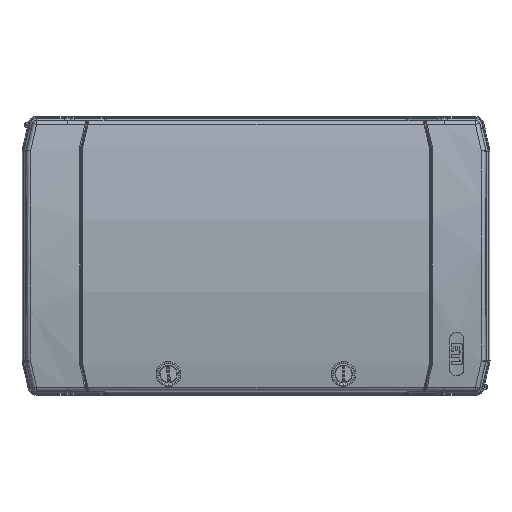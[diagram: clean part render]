
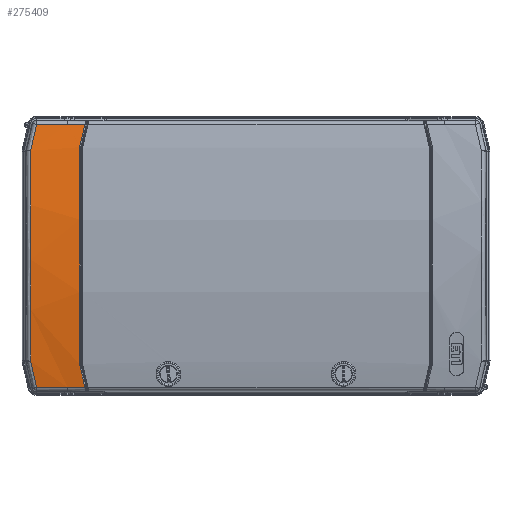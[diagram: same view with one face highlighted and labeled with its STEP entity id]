
A CAD part, top view. The second image highlights one B-rep face of the part: STEP entity #275409.
In plain terms, the highlighted cylindrical face has radius 808.333 mm (diameter 1616.67 mm), a partial arc.
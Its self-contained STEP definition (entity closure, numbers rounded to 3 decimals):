
#250214=CARTESIAN_POINT('',(-120.094,131.029,
-257.314));
#250247=CARTESIAN_POINT('',(120.094,131.029,
-257.314));
#250315=CARTESIAN_POINT('',(150.379,125.889,
-215.073));
#250320=DIRECTION('',(0.,0.,-1.));
#250321=VECTOR('',#250320,35.431);
#250322=CARTESIAN_POINT('',(150.379,125.889,
-215.073));
#250323=LINE('',#250322,#250321);
#250349=CARTESIAN_POINT('',(-149.859,125.987,
-195.417));
#250350=CARTESIAN_POINT('',(-150.032,125.954,
-201.969));
#250351=CARTESIAN_POINT('',(-150.206,125.922,
-208.521));
#250352=CARTESIAN_POINT('',(-150.379,125.889,
-215.073));
#250357=CARTESIAN_POINT('',(-150.379,125.889,
-250.504));
#250358=CARTESIAN_POINT('',(-140.318,127.794,
-252.762));
#250359=CARTESIAN_POINT('',(-130.22,129.508,
-255.031));
#250360=CARTESIAN_POINT('',(-120.094,131.029,
-257.314));
#250365=CARTESIAN_POINT('',(-120.094,131.029,
-257.314));
#250366=CARTESIAN_POINT('',(-107.304,132.951,
-257.265));
#250367=CARTESIAN_POINT('',(-81.631,136.18,
-257.181));
#250368=CARTESIAN_POINT('',(-42.933,139.17,
-257.103));
#250369=CARTESIAN_POINT('',(-17.069,139.923,
-257.085));
#250370=CARTESIAN_POINT('',(-4.135,139.989,
-257.083));
#250375=CARTESIAN_POINT('',(-4.135,139.989,
-257.083));
#250376=CARTESIAN_POINT('',(9.717,140.06,
-257.081));
#250377=CARTESIAN_POINT('',(37.426,139.49,
-257.095));
#250378=CARTESIAN_POINT('',(78.891,136.499,
-257.173));
#250379=CARTESIAN_POINT('',(106.395,133.087,
-257.262));
#250380=CARTESIAN_POINT('',(120.094,131.029,
-257.314));
#250385=CARTESIAN_POINT('',(120.094,131.029,
-257.314));
#250386=CARTESIAN_POINT('',(130.221,129.508,
-255.031));
#250387=CARTESIAN_POINT('',(140.318,127.794,
-252.762));
#250388=CARTESIAN_POINT('',(150.379,125.889,
-250.504));
#250393=CARTESIAN_POINT('',(150.379,125.889,
-215.073));
#250394=CARTESIAN_POINT('',(150.206,125.922,
-208.521));
#250395=CARTESIAN_POINT('',(150.032,125.954,
-201.969));
#250396=CARTESIAN_POINT('',(149.859,125.987,
-195.417));
#250401=CARTESIAN_POINT('',(149.859,125.987,
-195.417));
#250402=CARTESIAN_POINT('',(141.782,127.511,
-197.307));
#250403=CARTESIAN_POINT('',(133.683,128.911,
-199.199));
#250404=CARTESIAN_POINT('',(125.564,130.188,
-201.094));
#250409=CARTESIAN_POINT('',(125.564,130.188,
-201.094));
#250410=CARTESIAN_POINT('',(125.119,130.258,
-201.198));
#250411=CARTESIAN_POINT('',(124.669,130.328,
-201.25));
#250412=CARTESIAN_POINT('',(124.213,130.399,
-201.252));
#250417=CARTESIAN_POINT('',(124.213,130.399,
-201.252));
#250418=CARTESIAN_POINT('',(103.675,133.593,
-201.307));
#250419=CARTESIAN_POINT('',(62.354,138.396,
-201.391));
#250420=CARTESIAN_POINT('',(0.,140.802,
-201.433));
#250421=CARTESIAN_POINT('',(-62.354,138.396,
-201.391));
#250422=CARTESIAN_POINT('',(-103.675,133.593,
-201.307));
#250423=CARTESIAN_POINT('',(-124.213,130.399,
-201.252));
#250428=CARTESIAN_POINT('',(-124.213,130.399,
-201.252));
#250429=CARTESIAN_POINT('',(-124.669,130.328,
-201.25));
#250430=CARTESIAN_POINT('',(-125.119,130.258,
-201.198));
#250431=CARTESIAN_POINT('',(-125.564,130.188,
-201.094));
#250436=CARTESIAN_POINT('',(-125.564,130.188,
-201.094));
#250437=CARTESIAN_POINT('',(-133.683,128.911,
-199.199));
#250438=CARTESIAN_POINT('',(-141.782,127.511,
-197.307));
#250439=CARTESIAN_POINT('',(-149.859,125.987,
-195.417));
#262111=DIRECTION('',(0.,0.,1.));
#262112=VECTOR('',#262111,35.431);
#262113=CARTESIAN_POINT('',(-150.379,125.889,
-250.504));
#262114=LINE('',#262113,#262112);
#265605=VERTEX_POINT('',#250214);
#265606=VERTEX_POINT('',#250357);
#265607=VERTEX_POINT('',#250247);
#265608=VERTEX_POINT('',#250375);
#265609=CARTESIAN_POINT('',(150.379,125.889,
-250.504));
#265610=VERTEX_POINT('',#265609);
#265611=VERTEX_POINT('',#250315);
#265612=VERTEX_POINT('',#250396);
#265613=VERTEX_POINT('',#250349);
#265614=VERTEX_POINT('',#250352);
#265615=VERTEX_POINT('',#250404);
#265616=VERTEX_POINT('',#250412);
#265617=VERTEX_POINT('',#250423);
#265618=VERTEX_POINT('',#250431);
#275382=CARTESIAN_POINT('',(0.,-668.333,263.));
#275383=DIRECTION('',(0.,0.,-1.));
#275384=DIRECTION('',(-1.,0.,0.));
#275385=AXIS2_PLACEMENT_3D('',#275382,#275383,#275384);
#275386=CYLINDRICAL_SURFACE('',#275385,808.333);
#275388=ORIENTED_EDGE('',*,*,#275387,.T.);
#275390=ORIENTED_EDGE('',*,*,#275389,.F.);
#275391=ORIENTED_EDGE('',*,*,#275213,.T.);
#275392=ORIENTED_EDGE('',*,*,#275256,.T.);
#275393=ORIENTED_EDGE('',*,*,#275254,.T.);
#275394=ORIENTED_EDGE('',*,*,#275308,.T.);
#275395=ORIENTED_EDGE('',*,*,#275348,.F.);
#275396=ORIENTED_EDGE('',*,*,#275366,.T.);
#275398=ORIENTED_EDGE('',*,*,#275397,.T.);
#275400=ORIENTED_EDGE('',*,*,#275399,.T.);
#275402=ORIENTED_EDGE('',*,*,#275401,.T.);
#275404=ORIENTED_EDGE('',*,*,#275403,.T.);
#275406=ORIENTED_EDGE('',*,*,#275405,.T.);
#275407=EDGE_LOOP('',(#275388,#275390,#275391,#275392,#275393,#275394,#275395,
#275396,#275398,#275400,#275402,#275404,#275406));
#275408=FACE_OUTER_BOUND('',#275407,.F.);
#250353=B_SPLINE_CURVE_WITH_KNOTS('',3,(#250349,#250350,#250351,#250352),
.UNSPECIFIED.,.F.,.F.,(4,4),(0.,1.),.UNSPECIFIED.);
#250361=B_SPLINE_CURVE_WITH_KNOTS('',3,(#250357,#250358,#250359,#250360),
.UNSPECIFIED.,.F.,.F.,(4,4),(0.,1.),.UNSPECIFIED.);
#250371=B_SPLINE_CURVE_WITH_KNOTS('',3,(#250365,#250366,#250367,#250368,#250369,
#250370),.UNSPECIFIED.,.F.,.F.,(4,1,1,4),(0.,0.333,
0.667,1.),.UNSPECIFIED.);
#250381=B_SPLINE_CURVE_WITH_KNOTS('',3,(#250375,#250376,#250377,#250378,#250379,
#250380),.UNSPECIFIED.,.F.,.F.,(4,1,1,4),(0.,0.333,
0.667,1.),.UNSPECIFIED.);
#250389=B_SPLINE_CURVE_WITH_KNOTS('',3,(#250385,#250386,#250387,#250388),
.UNSPECIFIED.,.F.,.F.,(4,4),(0.,1.),.UNSPECIFIED.);
#250397=B_SPLINE_CURVE_WITH_KNOTS('',3,(#250393,#250394,#250395,#250396),
.UNSPECIFIED.,.F.,.F.,(4,4),(0.,1.),.UNSPECIFIED.);
#250405=B_SPLINE_CURVE_WITH_KNOTS('',3,(#250401,#250402,#250403,#250404),
.UNSPECIFIED.,.F.,.F.,(4,4),(0.,1.),.UNSPECIFIED.);
#250413=B_SPLINE_CURVE_WITH_KNOTS('',3,(#250409,#250410,#250411,#250412),
.UNSPECIFIED.,.F.,.F.,(4,4),(0.,1.),.UNSPECIFIED.);
#250424=B_SPLINE_CURVE_WITH_KNOTS('',3,(#250417,#250418,#250419,#250420,#250421,
#250422,#250423),.UNSPECIFIED.,.F.,.F.,(4,1,1,1,4),(0.,0.25,0.5,0.75,
1.),.UNSPECIFIED.);
#250432=B_SPLINE_CURVE_WITH_KNOTS('',3,(#250428,#250429,#250430,#250431),
.UNSPECIFIED.,.F.,.F.,(4,4),(0.,1.),.UNSPECIFIED.);
#250440=B_SPLINE_CURVE_WITH_KNOTS('',3,(#250436,#250437,#250438,#250439),
.UNSPECIFIED.,.F.,.F.,(4,4),(0.,1.),.UNSPECIFIED.);
#275213=EDGE_CURVE('',#265606,#265605,#250361,.T.);
#275254=EDGE_CURVE('',#265608,#265607,#250381,.T.);
#275256=EDGE_CURVE('',#265605,#265608,#250371,.T.);
#275308=EDGE_CURVE('',#265607,#265610,#250389,.T.);
#275348=EDGE_CURVE('',#265611,#265610,#250323,.T.);
#275366=EDGE_CURVE('',#265611,#265612,#250397,.T.);
#275387=EDGE_CURVE('',#265613,#265614,#250353,.T.);
#275389=EDGE_CURVE('',#265606,#265614,#262114,.T.);
#275397=EDGE_CURVE('',#265612,#265615,#250405,.T.);
#275399=EDGE_CURVE('',#265615,#265616,#250413,.T.);
#275401=EDGE_CURVE('',#265616,#265617,#250424,.T.);
#275403=EDGE_CURVE('',#265617,#265618,#250432,.T.);
#275405=EDGE_CURVE('',#265618,#265613,#250440,.T.);
#275409=ADVANCED_FACE('',(#275408),#275386,.T.);
